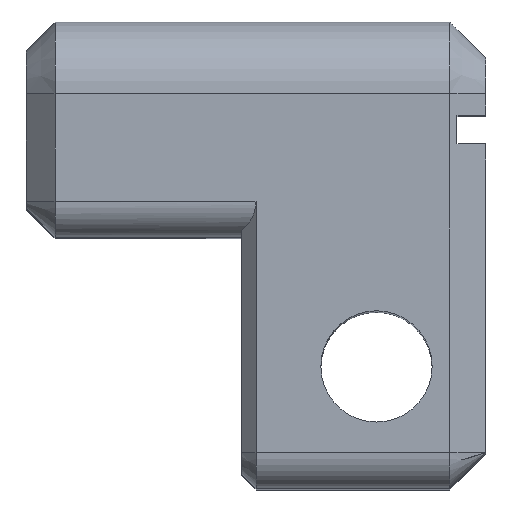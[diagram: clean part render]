
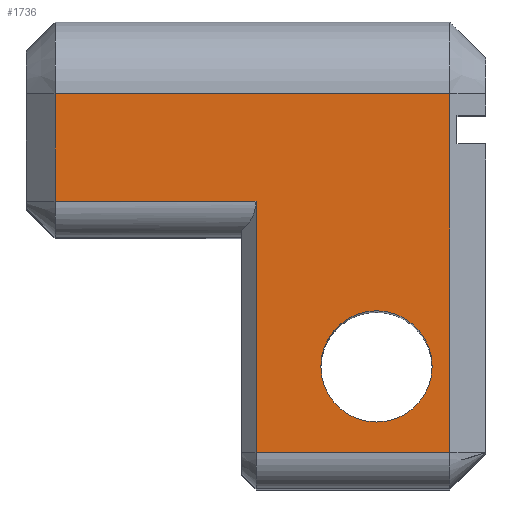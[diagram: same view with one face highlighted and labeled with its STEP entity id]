
A CAD part, top view. The second image highlights one B-rep face of the part: STEP entity #1736.
In plain terms, the highlighted planar face has unit normal (0, 0, 1).
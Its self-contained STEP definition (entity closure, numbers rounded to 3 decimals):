
#14=FACE_BOUND('',#270,.T.);
#95=PLANE('',#1905);
#173=FACE_OUTER_BOUND('',#269,.T.);
#269=EDGE_LOOP('',(#1494,#1495,#1496,#1497,#1498,#1499));
#270=EDGE_LOOP('',(#1500));
#348=CIRCLE('',#1906,1.55);
#509=LINE('',#2841,#691);
#515=LINE('',#2868,#697);
#516=LINE('',#2872,#698);
#517=LINE('',#2874,#699);
#518=LINE('',#2876,#700);
#519=LINE('',#2877,#701);
#691=VECTOR('',#2302,10.);
#697=VECTOR('',#2336,10.);
#698=VECTOR('',#2341,10.);
#699=VECTOR('',#2342,10.);
#700=VECTOR('',#2343,10.);
#701=VECTOR('',#2344,10.);
#857=VERTEX_POINT('',#2831);
#859=VERTEX_POINT('',#2837);
#867=VERTEX_POINT('',#2867);
#868=VERTEX_POINT('',#2871);
#869=VERTEX_POINT('',#2873);
#870=VERTEX_POINT('',#2875);
#871=VERTEX_POINT('',#2878);
#1077=EDGE_CURVE('',#857,#859,#509,.T.);
#1091=EDGE_CURVE('',#859,#867,#515,.T.);
#1093=EDGE_CURVE('',#868,#857,#516,.T.);
#1094=EDGE_CURVE('',#869,#868,#517,.T.);
#1095=EDGE_CURVE('',#870,#869,#518,.T.);
#1096=EDGE_CURVE('',#867,#870,#519,.T.);
#1097=EDGE_CURVE('',#871,#871,#348,.T.);
#1494=ORIENTED_EDGE('',*,*,#1077,.F.);
#1495=ORIENTED_EDGE('',*,*,#1093,.F.);
#1496=ORIENTED_EDGE('',*,*,#1094,.F.);
#1497=ORIENTED_EDGE('',*,*,#1095,.F.);
#1498=ORIENTED_EDGE('',*,*,#1096,.F.);
#1499=ORIENTED_EDGE('',*,*,#1091,.F.);
#1500=ORIENTED_EDGE('',*,*,#1097,.F.);
#1736=ADVANCED_FACE('',(#173,#14),#95,.T.);
#1905=AXIS2_PLACEMENT_3D('',#2870,#2339,#2340);
#1906=AXIS2_PLACEMENT_3D('',#2879,#2345,#2346);
#2302=DIRECTION('',(0.,1.,0.));
#2336=DIRECTION('',(1.,0.,0.));
#2339=DIRECTION('center_axis',(0.,0.,1.));
#2340=DIRECTION('ref_axis',(0.,1.,0.));
#2341=DIRECTION('',(-1.,0.,0.));
#2342=DIRECTION('',(0.,1.,0.));
#2343=DIRECTION('',(-1.,0.,0.));
#2344=DIRECTION('',(0.,-1.,0.));
#2345=DIRECTION('center_axis',(0.,0.,1.));
#2346=DIRECTION('ref_axis',(1.,0.,0.));
#2831=CARTESIAN_POINT('',(-8.2,8.,32.8));
#2837=CARTESIAN_POINT('',(-8.2,11.,32.8));
#2841=CARTESIAN_POINT('',(-8.2,5.,32.8));
#2867=CARTESIAN_POINT('',(2.8,11.,32.8));
#2868=CARTESIAN_POINT('',(-0.5,11.,32.8));
#2870=CARTESIAN_POINT('Origin',(2.,0.,32.8));
#2871=CARTESIAN_POINT('',(-2.6,8.,32.8));
#2872=CARTESIAN_POINT('',(-0.5,8.,32.8));
#2873=CARTESIAN_POINT('',(-2.6,1.,32.8));
#2874=CARTESIAN_POINT('',(-2.6,4.958,32.8));
#2875=CARTESIAN_POINT('',(2.8,1.,32.8));
#2876=CARTESIAN_POINT('',(2.,1.,32.8));
#2877=CARTESIAN_POINT('',(2.8,6.75,32.8));
#2878=CARTESIAN_POINT('',(-0.793,3.4,32.8));
#2879=CARTESIAN_POINT('Origin',(0.757,3.4,32.8));
